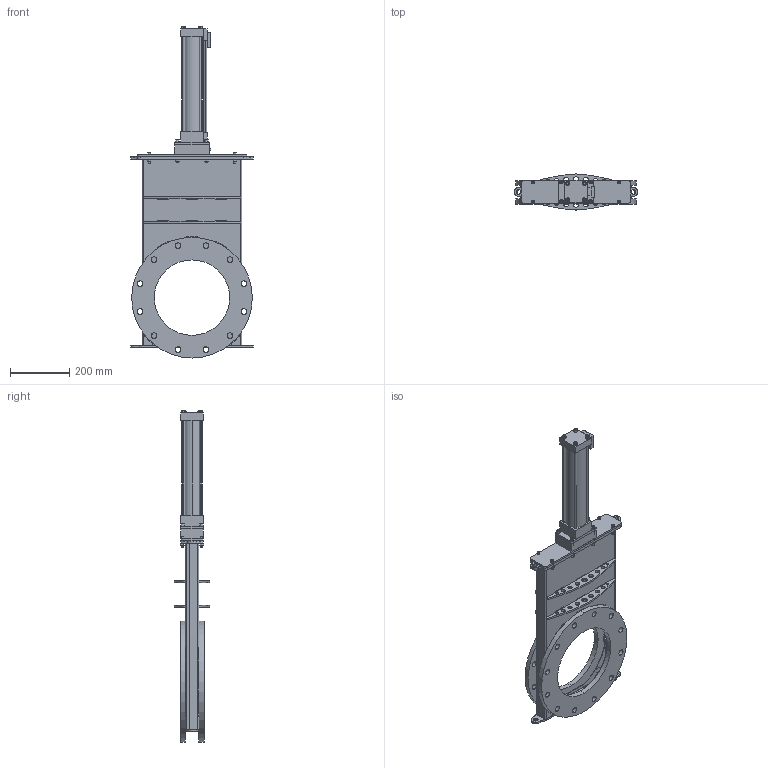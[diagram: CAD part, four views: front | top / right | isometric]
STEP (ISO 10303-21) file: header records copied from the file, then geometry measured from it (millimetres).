
FILE_DESCRIPTION (( 'STEP AP203' ), '1' );
FILE_NAME ('115117-00.STEP', '2014-09-22T19:04:49', ( '' ), ( '' ), 'SwSTEP 2.0', 'SolidWorks 2014', '' );
FILE_SCHEMA (( 'CONFIG_CONTROL_DESIGN' ));
Length unit declared in the file: inch
Products named in the file (1): 115117-00
Bounding box: 412.75 x 121.18 x 1118.01 mm (x, y, z)
Surface area: 1416272.3 mm2 (no closed solid volume)
Topology: 0 solids, 76 shells, 692 faces, 2265 edges, 1632 vertices
Faces by surface type: plane 354, cylinder 259, cone 79
Entity records: 26210 total; most frequent: CARTESIAN_POINT 5944, DIRECTION 4289, ORIENTED_EDGE 3607, EDGE_CURVE 2257, VERTEX_POINT 1632, AXIS2_PLACEMENT_3D 1513, VECTOR 1263, LINE 1263
